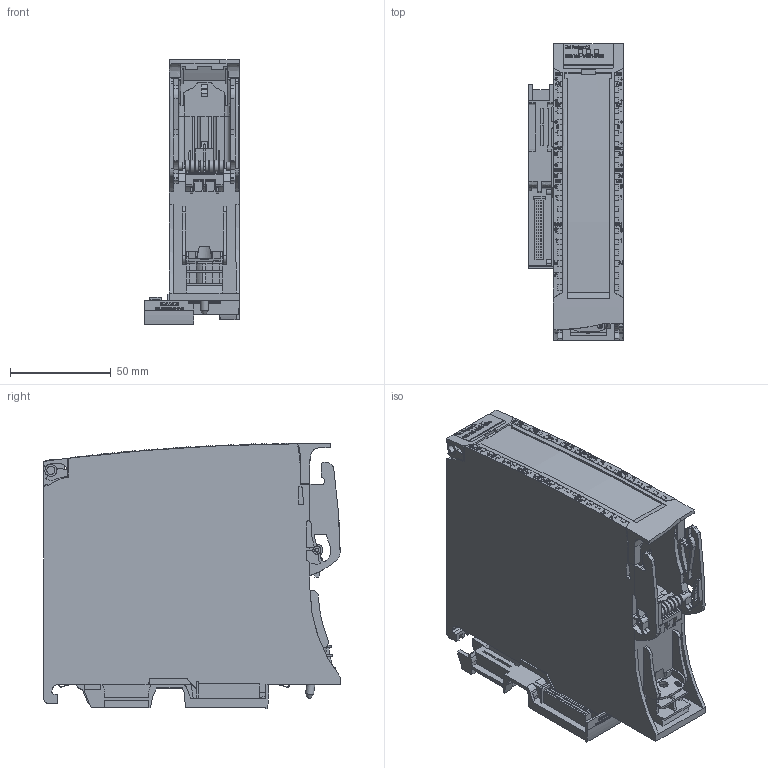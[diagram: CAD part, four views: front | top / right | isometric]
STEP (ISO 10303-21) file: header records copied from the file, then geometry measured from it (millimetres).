
FILE_DESCRIPTION(/* description */ (''),/* implementation_level */ '2;1');
FILE_NAME(/* name */ '6ES7551-1AB01-0AB0_3d.stp',/* time_stamp */ '2024-07-15T12:44:27+02:00',/* author */ (''),/* organization */ (''),/* preprocessor_version */ 'ST-DEVELOPER v18.102',/* originating_system */ 'SIEMENS PLM Software NX 2023',/* authorisation */ '');
FILE_SCHEMA (('AUTOMOTIVE_DESIGN { 1 0 10303 214 3 1 1 1 }'));
Length unit declared in the file: millimetre
Products named in the file (7): A5E52751249A_RS-AA_001_2-Labeling; A5E31204147A_RS-AA_003_2-Bus-Connector; A5E51762106A_RS-AA_001_2-Labeling; A5E51762103A_RS-AA_001_2-Cover-Central; A5E51762101A_RS-AA_001_3-Box-Cover_Central; A5E31204327A_RS-AA_003_2-CAx_6ES75900AA000AA0; A5E51762092A_RS-AA_002_3-CAx_6ES75511AB010AB0
Assembly tree (6 placements, depth 3):
  A5E51762092A_RS-AA_002_3-CAx_6ES75511AB010AB0
    A5E51762101A_RS-AA_001_3-Box-Cover_Central
    A5E51762103A_RS-AA_001_2-Cover-Central
    A5E31204327A_RS-AA_003_2-CAx_6ES75900AA000AA0
      A5E31204147A_RS-AA_003_2-Bus-Connector
      A5E52751249A_RS-AA_001_2-Labeling
    A5E51762106A_RS-AA_001_2-Labeling
Bounding box: 47.12 x 147 x 131.77 mm (x, y, z)
Volume: 419482.3 mm3; surface area: 111173.7 mm2
Topology: 134 solids, 135 shells, 4171 faces, 10826 edges, 7205 vertices
Faces by surface type: plane 3249, cylinder 541, extrusion 367, cone 14
Full cylindrical faces by diameter (mm): 1.6 x6, 1.8 x6, 3.971 x2, 4 x3, 4.25 x1, 8 x1
Entity records: 164539 total; most frequent: CARTESIAN_POINT 42510, ORIENTED_EDGE 21564, DIRECTION 19515, EDGE_CURVE 10782, VECTOR 8521, LINE 8154, VERTEX_POINT 7194, AXIS2_PLACEMENT_3D 5497
